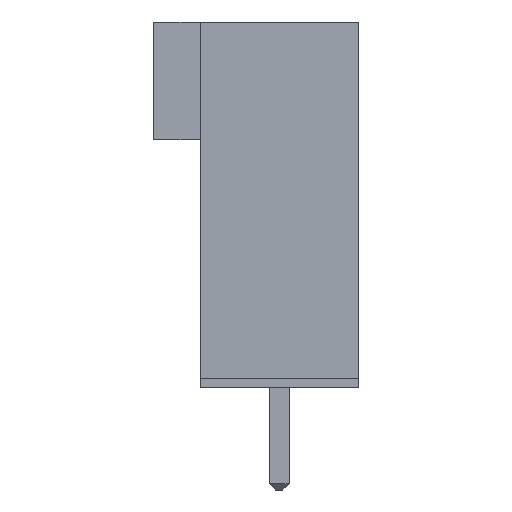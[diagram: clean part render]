
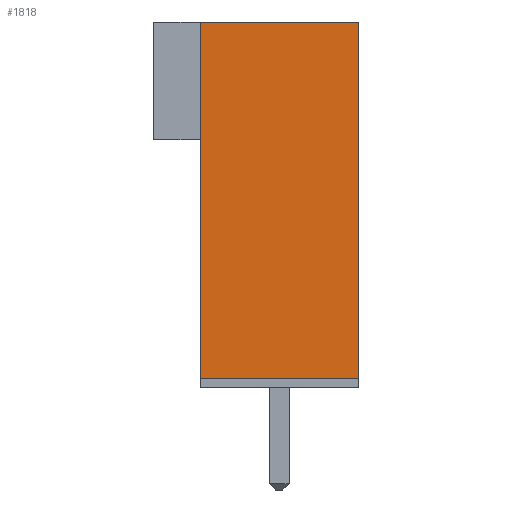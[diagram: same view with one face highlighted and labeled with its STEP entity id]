
A CAD part, left-side view. The second image highlights one B-rep face of the part: STEP entity #1818.
In plain terms, the highlighted planar face has unit normal (-1, 0, 0).
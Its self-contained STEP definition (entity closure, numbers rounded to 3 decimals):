
#122 = DIRECTION ( 'NONE',  ( 0., -1., 0. ) ) ;
#129 = EDGE_CURVE ( 'NONE', #4495, #538, #4582, .T. ) ;
#273 = EDGE_CURVE ( 'NONE', #4181, #4495, #3219, .T. ) ;
#538 = VERTEX_POINT ( 'NONE', #1699 ) ;
#1016 = VECTOR ( 'NONE', #122, 1000. ) ;
#1114 = DIRECTION ( 'NONE',  ( 1., 0., 0. ) ) ;
#1160 = CARTESIAN_POINT ( 'NONE',  ( -6.355, 2.55, 0.3 ) ) ;
#1537 = FACE_OUTER_BOUND ( 'NONE', #3051, .T. ) ;
#1699 = CARTESIAN_POINT ( 'NONE',  ( -6.355, -2.55, 11.8 ) ) ;
#1705 = DIRECTION ( 'NONE',  ( 0., -1., 0. ) ) ;
#1818 = ADVANCED_FACE ( 'NONE', ( #1537 ), #4030, .F. ) ;
#1909 = DIRECTION ( 'NONE',  ( 0., 0., 1. ) ) ;
#2040 = VERTEX_POINT ( 'NONE', #3754 ) ;
#2054 = VECTOR ( 'NONE', #1705, 1000. ) ;
#2211 = CARTESIAN_POINT ( 'NONE',  ( -6.355, 2.55, 11.8 ) ) ;
#2261 = EDGE_CURVE ( 'NONE', #2040, #538, #3367, .T. ) ;
#2382 = ORIENTED_EDGE ( 'NONE', *, *, #273, .T. ) ;
#2393 = VECTOR ( 'NONE', #1909, 1000. ) ;
#2407 = ORIENTED_EDGE ( 'NONE', *, *, #3359, .F. ) ;
#2888 = CARTESIAN_POINT ( 'NONE',  ( -6.355, 2.55, 11.8 ) ) ;
#3051 = EDGE_LOOP ( 'NONE', ( #4182, #4461, #2407, #2382 ) ) ;
#3219 = LINE ( 'NONE', #3416, #1016 ) ;
#3225 = VECTOR ( 'NONE', #3997, 1000. ) ;
#3359 = EDGE_CURVE ( 'NONE', #4181, #2040, #4020, .T. ) ;
#3367 = LINE ( 'NONE', #3892, #2054 ) ;
#3416 = CARTESIAN_POINT ( 'NONE',  ( -6.355, 2.55, 0.3 ) ) ;
#3754 = CARTESIAN_POINT ( 'NONE',  ( -6.355, 2.55, 11.8 ) ) ;
#3892 = CARTESIAN_POINT ( 'NONE',  ( -6.355, 2.55, 11.8 ) ) ;
#3997 = DIRECTION ( 'NONE',  ( 0., 0., 1. ) ) ;
#4020 = LINE ( 'NONE', #2888, #3225 ) ;
#4029 = AXIS2_PLACEMENT_3D ( 'NONE', #2211, #1114, #4058 ) ;
#4030 = PLANE ( 'NONE',  #4029 ) ;
#4058 = DIRECTION ( 'NONE',  ( 0., 0., -1. ) ) ;
#4097 = CARTESIAN_POINT ( 'NONE',  ( -6.355, -2.55, 11.8 ) ) ;
#4181 = VERTEX_POINT ( 'NONE', #1160 ) ;
#4182 = ORIENTED_EDGE ( 'NONE', *, *, #129, .T. ) ;
#4332 = CARTESIAN_POINT ( 'NONE',  ( -6.355, -2.55, 0.3 ) ) ;
#4461 = ORIENTED_EDGE ( 'NONE', *, *, #2261, .F. ) ;
#4495 = VERTEX_POINT ( 'NONE', #4332 ) ;
#4582 = LINE ( 'NONE', #4097, #2393 ) ;
